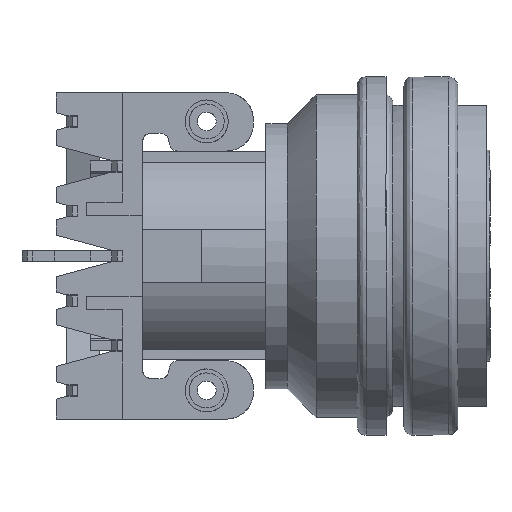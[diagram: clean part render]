
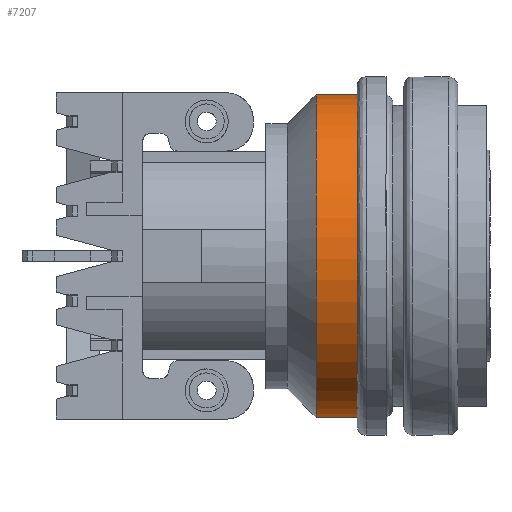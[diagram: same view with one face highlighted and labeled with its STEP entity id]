
A CAD part, front view. The second image highlights one B-rep face of the part: STEP entity #7207.
In plain terms, the highlighted free-form (B-spline) face has degree [2, 1] with [7, 2] control points.
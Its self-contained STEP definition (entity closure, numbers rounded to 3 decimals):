
#7128=CARTESIAN_POINT('V280',(-27.129,18.166,
   0.382));
#7129=VERTEX_POINT('V280',#7128);
#7137=CARTESIAN_POINT('E391',(-27.129,18.166,
   0.382));
#7138=CARTESIAN_POINT('E391',(-27.129,33.755,
   0.382));
#7139=CARTESIAN_POINT('E391',(-27.129,25.96,
   13.882));
#7140=CARTESIAN_POINT('E391',(-27.129,18.166,
   27.382));
#7141=CARTESIAN_POINT('E391',(-27.129,10.372,
   13.882));
#7142=CARTESIAN_POINT('E391',(-27.129,2.578,
   0.382));
#7143=CARTESIAN_POINT('E391',(-27.129,18.166,
   0.382));
#7151=(BOUNDED_CURVE()B_SPLINE_CURVE(2,(#7137,#7138,#7139,#7140,
   #7141,#7142,#7143),.CIRCULAR_ARC.,.T.,.U.)
   B_SPLINE_CURVE_WITH_KNOTS((3,2,2,3),(0.0,13.555,
   27.11,40.666),.UNSPECIFIED.)CURVE()
   GEOMETRIC_REPRESENTATION_ITEM()RATIONAL_B_SPLINE_CURVE((1.0,
   0.5,1.0,0.5,1.0,0.5,1.0)
   )REPRESENTATION_ITEM('E391'));
#7152=EDGE_CURVE('E391',#7129,#7129,#7151,.T.);
#7157=CARTESIAN_POINT('F114',(-27.129,18.166,
   0.382));
#7158=CARTESIAN_POINT('F114',(-27.129,33.755,
   0.382));
#7159=CARTESIAN_POINT('F114',(-27.129,25.96,
   13.882));
#7160=CARTESIAN_POINT('F114',(-27.129,18.166,
   27.382));
#7161=CARTESIAN_POINT('F114',(-27.129,10.372,
   13.882));
#7162=CARTESIAN_POINT('F114',(-27.129,2.578,
   0.382));
#7163=CARTESIAN_POINT('F114',(-27.129,18.166,
   0.382));
#7164=CARTESIAN_POINT('F114',(-24.829,18.166,
   0.382));
#7165=CARTESIAN_POINT('F114',(-24.829,33.755,
   0.382));
#7166=CARTESIAN_POINT('F114',(-24.829,25.96,
   13.882));
#7167=CARTESIAN_POINT('F114',(-24.829,18.166,
   27.382));
#7168=CARTESIAN_POINT('F114',(-24.829,10.372,
   13.882));
#7169=CARTESIAN_POINT('F114',(-24.829,2.578,
   0.382));
#7170=CARTESIAN_POINT('F114',(-24.829,18.166,
   0.382));
#7178=(BOUNDED_SURFACE()B_SPLINE_SURFACE(2,1,((#7157,#7164),(
   #7158,#7165),(#7159,#7166),(#7160,#7167),(#7161,#7168),(
   #7162,#7169),(#7163,#7170)),.CYLINDRICAL_SURF.,.T.,.F.,.U.)
   B_SPLINE_SURFACE_WITH_KNOTS((3,2,2,3),(2,2),(0.0,
   13.555,27.11,40.666),(0.0,
   1.0),.UNSPECIFIED.)GEOMETRIC_REPRESENTATION_ITEM()
   RATIONAL_B_SPLINE_SURFACE(((1.0,1.0),(0.5,
   0.5),(1.0,1.0),(0.5,
   0.5),(1.0,1.0),(0.5,
   0.5),(1.0,1.0)))REPRESENTATION_ITEM('F114')
   SURFACE());
#7179=CARTESIAN_POINT('V281',(-24.829,18.166,
   0.382));
#7180=VERTEX_POINT('V281',#7179);
#7181=CARTESIAN_POINT('E392',(-24.829,18.166,
   0.382));
#7182=CARTESIAN_POINT('E392',(-27.129,18.166,
   0.382));
#7183=QUASI_UNIFORM_CURVE('E392',1,(#7181,#7182),.POLYLINE_FORM.,.F.,
   .U.);
#7184=EDGE_CURVE('E392',#7180,#7129,#7183,.T.);
#7185=ORIENTED_EDGE('E392',*,*,#7184,.T.);
#7186=ORIENTED_EDGE('F113',*,*,#7152,.T.);
#7187=ORIENTED_EDGE('E392',*,*,#7184,.F.);
#7188=CARTESIAN_POINT('E393',(-24.829,18.166,
   0.382));
#7189=CARTESIAN_POINT('E393',(-24.829,33.755,
   0.382));
#7190=CARTESIAN_POINT('E393',(-24.829,25.96,
   13.882));
#7191=CARTESIAN_POINT('E393',(-24.829,18.166,
   27.382));
#7192=CARTESIAN_POINT('E393',(-24.829,10.372,
   13.882));
#7193=CARTESIAN_POINT('E393',(-24.829,2.578,
   0.382));
#7194=CARTESIAN_POINT('E393',(-24.829,18.166,
   0.382));
#7202=(BOUNDED_CURVE()B_SPLINE_CURVE(2,(#7188,#7189,#7190,#7191,
   #7192,#7193,#7194),.CIRCULAR_ARC.,.T.,.U.)
   B_SPLINE_CURVE_WITH_KNOTS((3,2,2,3),(0.0,0.333,
   0.667,1.0),.UNSPECIFIED.)CURVE()
   GEOMETRIC_REPRESENTATION_ITEM()RATIONAL_B_SPLINE_CURVE((1.0,
   0.5,1.0,0.5,1.0,0.5,1.0)
   )REPRESENTATION_ITEM('E393'));
#7203=EDGE_CURVE('E393',#7180,#7180,#7202,.T.);
#7204=ORIENTED_EDGE('E393',*,*,#7203,.F.);
#7205=EDGE_LOOP('F114',(#7185,#7186,#7187,#7204));
#7206=FACE_OUTER_BOUND('F114',#7205,.T.);
#7207=ADVANCED_FACE('F114',(#7206),#7178,.T.);
